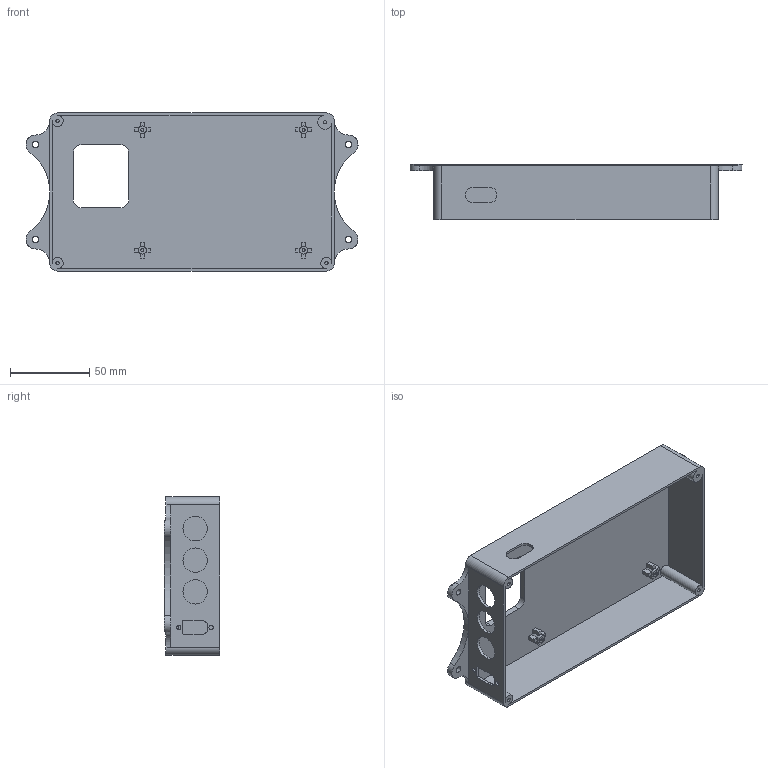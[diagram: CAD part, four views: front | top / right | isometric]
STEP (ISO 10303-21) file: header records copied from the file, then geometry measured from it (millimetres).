
FILE_DESCRIPTION(('FreeCAD Model'),'2;1');
FILE_NAME('Open CASCADE Shape Model','2025-07-03T10:40:52',(''),(''), 'Open CASCADE STEP processor 7.8','FreeCAD','Unknown');
FILE_SCHEMA(('AUTOMOTIVE_DESIGN { 1 0 10303 214 1 1 1 1 }'));
Length unit declared in the file: millimetre
Products named in the file (1): BodyCaseBack
Bounding box: 209.98 x 35 x 100 mm (x, y, z)
Volume: 95431.7 mm3; surface area: 73540 mm2
Topology: 1 solids, 1 shells, 154 faces, 413 edges, 274 vertices
Faces by surface type: plane 105, cylinder 49
Full cylindrical faces by diameter (mm): 2 x4, 2.1 x4, 2.8 x2, 4 x4, 5 x4, 15.5 x3
Entity records: 4901 total; most frequent: CARTESIAN_POINT 854, DIRECTION 849, ORIENTED_EDGE 826, EDGE_CURVE 413, AXIS2_PLACEMENT_3D 293, VERTEX_POINT 274, LINE 263, VECTOR 263
